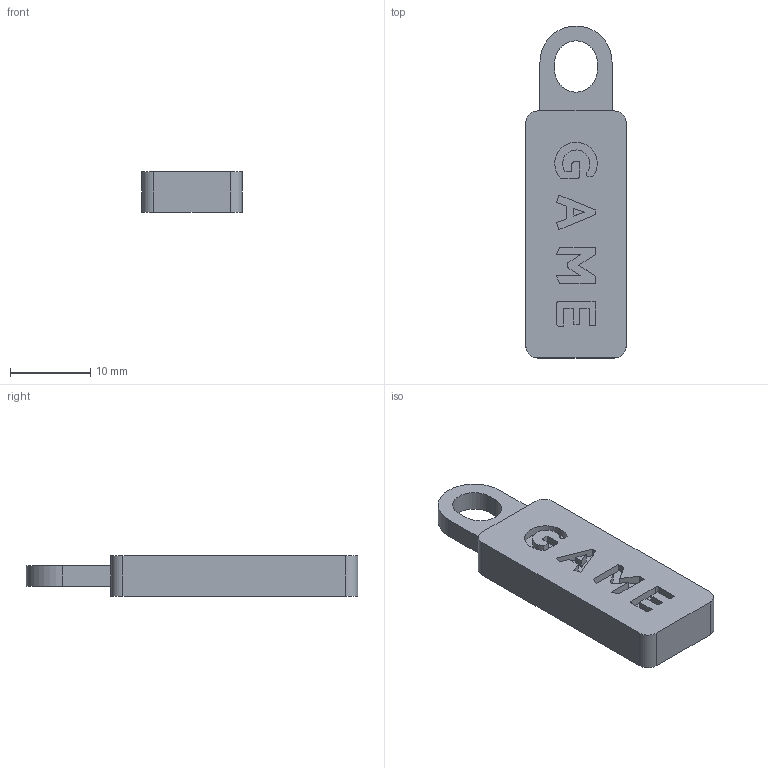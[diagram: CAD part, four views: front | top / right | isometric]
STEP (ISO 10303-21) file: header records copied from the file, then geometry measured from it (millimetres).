
FILE_DESCRIPTION(('FreeCAD Model'),'2;1');
FILE_NAME('Open CASCADE Shape Model','2022-10-17T13:52:43',(''),(''), 'Open CASCADE STEP processor 7.6','FreeCAD','Unknown');
FILE_SCHEMA(('AUTOMOTIVE_DESIGN { 1 0 10303 214 1 1 1 1 }'));
Length unit declared in the file: millimetre
Products named in the file (3): Unnamed; Rubber puller; Metal puller
Assembly tree (2 placements, depth 2):
  Unnamed
    Rubber puller
    Metal puller
Bounding box: 12.5 x 41.39 x 5 mm (x, y, z)
Volume: 2017.5 mm3; surface area: 1539.9 mm2
Topology: 2 solids, 2 shells, 77 faces, 204 edges, 136 vertices
Faces by surface type: plane 59, cylinder 18
Entity records: 5115 total; most frequent: CARTESIAN_POINT 864, DIRECTION 802, LINE 540, VECTOR 540, ORIENTED_EDGE 408, PCURVE 408, DEFINITIONAL_REPRESENTATION 408, EDGE_CURVE 204
